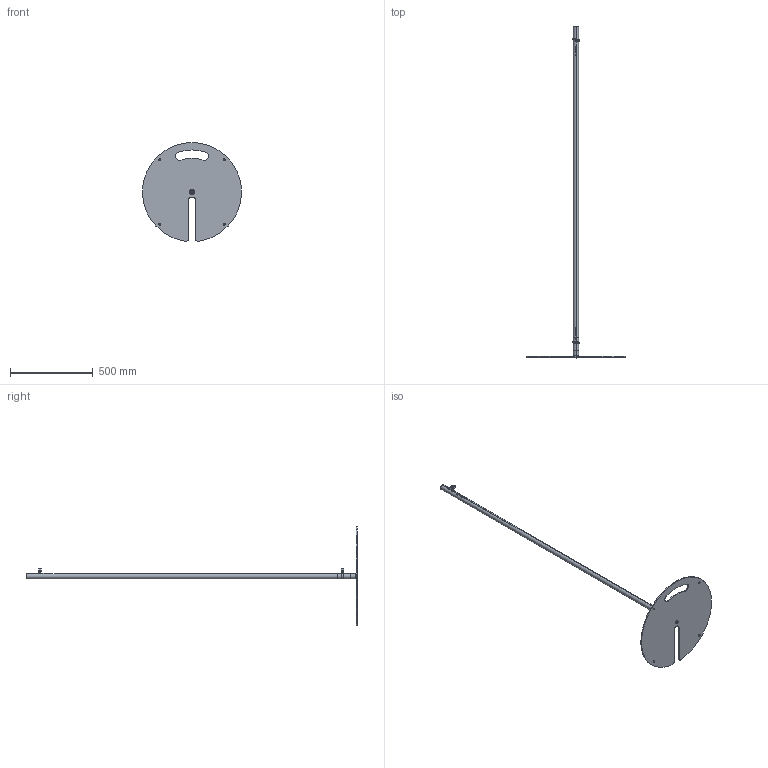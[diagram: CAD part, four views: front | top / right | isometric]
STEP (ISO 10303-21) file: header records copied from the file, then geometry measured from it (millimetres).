
FILE_DESCRIPTION (( 'STEP AP203' ), '1' );
FILE_NAME ('T54272.STEP', '2023-01-19T08:22:03', ( '' ), ( '' ), 'SwSTEP 2.0', 'SolidWorks 2022', '' );
FILE_SCHEMA (( 'CONFIG_CONTROL_DESIGN' ));
Length unit declared in the file: millimetre
Products named in the file (13): T74302_No Fixings; TH4098_TH4099; T54272; TH4107_TH4108; Single Coil Rectangular Section Spring Washer_Doughty Fastners_Rectangular section spring washer BS 4464 - 10 (Type B); TH4102; TH1716; TH1246; Socket Countersunk Head Screw_Doughty Fastners_ISO 10642 - M10 x 30 --- 30S; Doughty Knob_S0116; TH4095_TH4096; Hex Bolt_ISO 4016 - M10 x 45 x 45-WS; B Washer_Bright washer BS 4320 - M10 (Form B)
Assembly tree (14 placements, depth 4):
  T54272
    TH4095_TH4096
    T74302_No Fixings
      TH1246
      Hex Bolt_ISO 4016 - M10 x 45 x 45-WS
      B Washer_Bright washer BS 4320 - M10 (Form B)
      Single Coil Rectangular Section Spring Washer_Doughty Fastners_Rectangular section spring washer BS 4464 - 10 (Type B)
    TH4102
      TH4098_TH4099
        TH4107_TH4108
        TH1716  x2
      Doughty Knob_S0116  x2
    Socket Countersunk Head Screw_Doughty Fastners_ISO 10642 - M10 x 30 --- 30S
Bounding box: 598.7 x 2010.3 x 596.6 mm (x, y, z)
Volume: 1933045.2 mm3; surface area: 944960.2 mm2
Topology: 11 solids, 11 shells, 661 faces, 1698 edges, 1078 vertices
Faces by surface type: cylinder 236, cone 216, plane 187, torus 22
Entity records: 18524 total; most frequent: CARTESIAN_POINT 3634, DIRECTION 3089, ORIENTED_EDGE 2730, EDGE_CURVE 1365, AXIS2_PLACEMENT_3D 1235, VERTEX_POINT 864, CIRCLE 686, VECTOR 619
